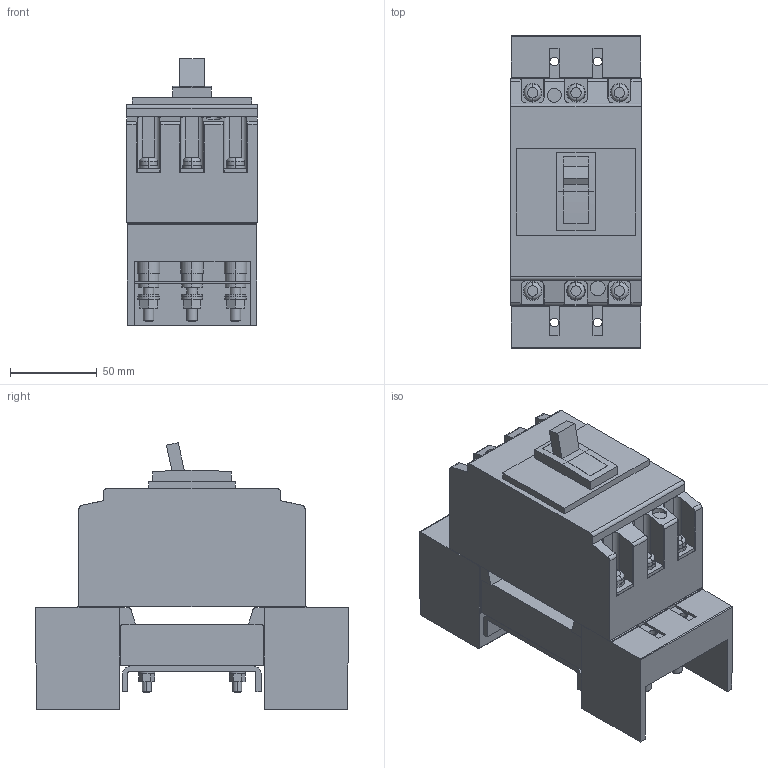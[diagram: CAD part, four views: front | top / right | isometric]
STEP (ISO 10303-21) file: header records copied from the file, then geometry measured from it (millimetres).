
FILE_DESCRIPTION(('CoCreate Modeling STEP Export'),'2;1');
FILE_NAME('Ｓ１２５ＳＦ３Ｍ.stp','2016-03-25T11:46:22',(''),(''),'CoCreate Modeling STEP processor for AP214 (Solid Model)','CoCreate Modeling 17.0 01-Apr-2010 (C) Parametric Technology GmbH','');
FILE_SCHEMA(('AUTOMOTIVE_DESIGN { 1 0 10303 214 1 1 1 1 }'));
Length unit declared in the file: millimetre
Products named in the file (14): P4; P5; P1; P3; P2; P2.1; P6.1; P7.2; P10.4; P11.5; P12; P8.1; P9; Ｓ１２５ＳＦ３Ｍ
Assembly tree (45 placements, depth 2):
  Ｓ１２５ＳＦ３Ｍ
    P9  x6
    P8.1  x6
    P12  x2
    P11.5  x6
    P10.4  x6
    P7.2  x4
    P6.1  x4
    P3  x6
    P2.1
    P2
    P1
    P5
    P4
Bounding box: 75 x 180 x 153.43 mm (x, y, z)
Volume: 952993.1 mm3; surface area: 188008.7 mm2
Topology: 45 solids, 45 shells, 767 faces, 1799 edges, 1174 vertices
Faces by surface type: plane 388, cylinder 347, cone 20, torus 12
Entity records: 11836 total; most frequent: CARTESIAN_POINT 2323, ORIENTED_EDGE 1976, DIRECTION 1720, EDGE_CURVE 988, VERTEX_POINT 651, VECTOR 592, LINE 592, AXIS2_PLACEMENT_3D 564
